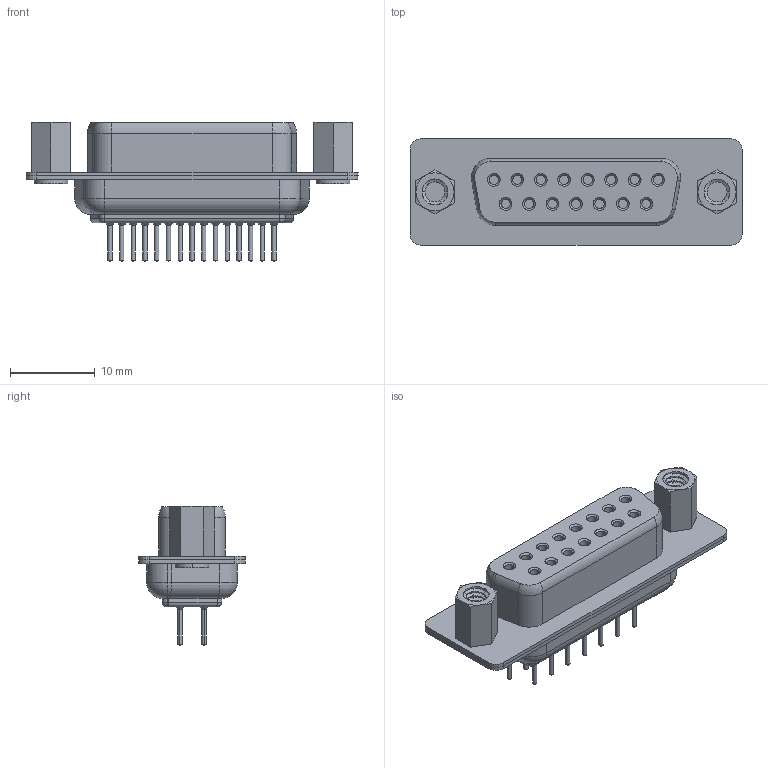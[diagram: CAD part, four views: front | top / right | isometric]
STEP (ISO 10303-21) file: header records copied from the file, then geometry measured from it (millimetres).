
FILE_DESCRIPTION(('CATIA V5 STEP Exchange','CAx-IF Rec.Pracs.--- Model Styling and Organization---1.4--- 2014-01-23'),'2;1');
FILE_NAME ('1171923-2_0', '2020-12-09T11:31:09+00:00', ('none'), ('Weidmueller'), 'CATIA Version 5-6 Release 2016 SP3 HF44', 'CATIA V5 STEP AP214', 'none');
FILE_SCHEMA(('AUTOMOTIVE_DESIGN { 1 0 10303 214 1 1 1 1 }'));
Length unit declared in the file: millimetre
Products named in the file (1): 2707160000
Bounding box: 39.2 x 12.55 x 16.5 mm (x, y, z)
Volume: 2861.9 mm3; surface area: 5821.1 mm2
Topology: 10 solids, 10 shells, 826 faces, 2104 edges, 1330 vertices
Faces by surface type: bspline 318, cylinder 286, cone 102, plane 102, torus 12, sphere 6
Entity records: 27850 total; most frequent: CARTESIAN_POINT 11846, ORIENTED_EDGE 4200, EDGE_CURVE 2100, DIRECTION 1996, VERTEX_POINT 1330, AXIS2_PLACEMENT_3D 995, EDGE_LOOP 960, ADVANCED_FACE 826
